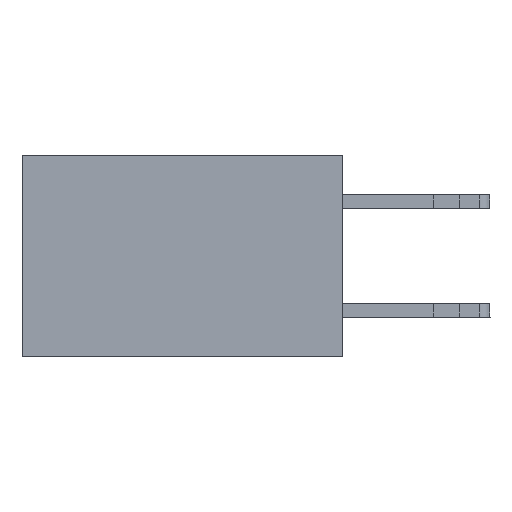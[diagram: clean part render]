
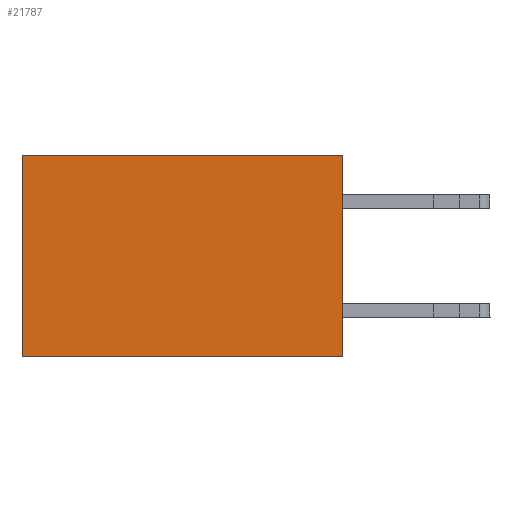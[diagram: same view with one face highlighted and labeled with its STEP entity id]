
A CAD part, left-side view. The second image highlights one B-rep face of the part: STEP entity #21787.
In plain terms, the highlighted planar face has unit normal (-1, 0, 0).
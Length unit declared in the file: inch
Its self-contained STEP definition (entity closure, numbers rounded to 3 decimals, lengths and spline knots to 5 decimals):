
#169 = VECTOR ( 'NONE', #3340, 39.37008 ) ;
#349 = CARTESIAN_POINT ( 'NONE',  ( 0.277, 0., -0.37 ) ) ;
#419 = CARTESIAN_POINT ( 'NONE',  ( 0.277, 0., 0. ) ) ;
#1532 = FACE_OUTER_BOUND ( 'NONE', #5961, .T. ) ;
#2195 = VECTOR ( 'NONE', #19846, 39.37008 ) ;
#2573 = EDGE_CURVE ( 'NONE', #15879, #9893, #7083, .T. ) ;
#2592 = VECTOR ( 'NONE', #14573, 39.37008 ) ;
#2941 = CARTESIAN_POINT ( 'NONE',  ( 0.277, 0.59, 0. ) ) ;
#3243 = ORIENTED_EDGE ( 'NONE', *, *, #12047, .F. ) ;
#3340 = DIRECTION ( 'NONE',  ( 0., 1., 0. ) ) ;
#5160 = EDGE_CURVE ( 'NONE', #20493, #15879, #15252, .T. ) ;
#5961 = EDGE_LOOP ( 'NONE', ( #10968, #3243, #15181, #19333 ) ) ;
#7083 = LINE ( 'NONE', #21169, #2195 ) ;
#7129 = DIRECTION ( 'NONE',  ( 1., 0., 0. ) ) ;
#7997 = LINE ( 'NONE', #349, #2592 ) ;
#9893 = VERTEX_POINT ( 'NONE', #18580 ) ;
#10436 = LINE ( 'NONE', #20398, #169 ) ;
#10725 = AXIS2_PLACEMENT_3D ( 'NONE', #17242, #7129, #18925 ) ;
#10927 = CARTESIAN_POINT ( 'NONE',  ( 0.277, 0., 0. ) ) ;
#10968 = ORIENTED_EDGE ( 'NONE', *, *, #2573, .T. ) ;
#11286 = CARTESIAN_POINT ( 'NONE',  ( 0.277, 0., -0.37 ) ) ;
#12047 = EDGE_CURVE ( 'NONE', #20644, #9893, #10436, .T. ) ;
#14573 = DIRECTION ( 'NONE',  ( 0., 0., -1. ) ) ;
#14722 = EDGE_CURVE ( 'NONE', #20493, #20644, #7997, .T. ) ;
#15181 = ORIENTED_EDGE ( 'NONE', *, *, #14722, .F. ) ;
#15252 = LINE ( 'NONE', #419, #18607 ) ;
#15879 = VERTEX_POINT ( 'NONE', #2941 ) ;
#17242 = CARTESIAN_POINT ( 'NONE',  ( 0.277, 0., -0.37 ) ) ;
#18580 = CARTESIAN_POINT ( 'NONE',  ( 0.277, 0.59, -0.37 ) ) ;
#18607 = VECTOR ( 'NONE', #22367, 39.37008 ) ;
#18925 = DIRECTION ( 'NONE',  ( 0., 0., -1. ) ) ;
#19333 = ORIENTED_EDGE ( 'NONE', *, *, #5160, .T. ) ;
#19846 = DIRECTION ( 'NONE',  ( 0., 0., -1. ) ) ;
#20398 = CARTESIAN_POINT ( 'NONE',  ( 0.277, 0., -0.37 ) ) ;
#20493 = VERTEX_POINT ( 'NONE', #10927 ) ;
#20644 = VERTEX_POINT ( 'NONE', #11286 ) ;
#21169 = CARTESIAN_POINT ( 'NONE',  ( 0.277, 0.59, -0.37 ) ) ;
#21787 = ADVANCED_FACE ( 'NONE', ( #1532 ), #22152, .F. ) ;
#22152 = PLANE ( 'NONE',  #10725 ) ;
#22367 = DIRECTION ( 'NONE',  ( 0., 1., 0. ) ) ;
